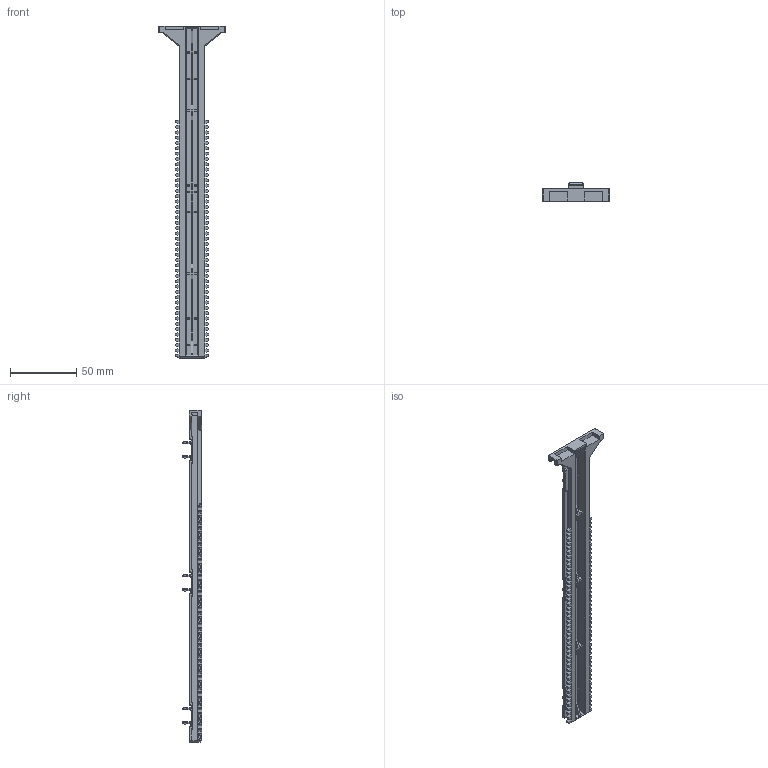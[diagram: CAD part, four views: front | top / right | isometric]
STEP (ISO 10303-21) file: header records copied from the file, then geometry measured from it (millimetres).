
FILE_DESCRIPTION (( 'STEP AP203' ), '1' );
FILE_NAME ('10-00180c.step', '2014-05-12T20:54:03', ( 'Nicholas Morozovsky' ), ( '' ), 'SwSTEP 2.0', 'SolidWorks 2012', '' );
FILE_SCHEMA (( 'CONFIG_CONTROL_DESIGN' ));
Length unit declared in the file: millimetre
Products named in the file (1): 10-00180c
Bounding box: 50 x 14.5 x 249.7 mm (x, y, z)
Volume: 26739.8 mm3; surface area: 27347.8 mm2
Topology: 1 solids, 1 shells, 1520 faces, 3869 edges, 2314 vertices
Faces by surface type: plane 720, cylinder 616, torus 116, bspline 48, sphere 20
Entity records: 45186 total; most frequent: CARTESIAN_POINT 11500, ORIENTED_EDGE 7650, DIRECTION 6415, EDGE_CURVE 3825, LINE 2341, VECTOR 2341, VERTEX_POINT 2314, AXIS2_PLACEMENT_3D 2037
